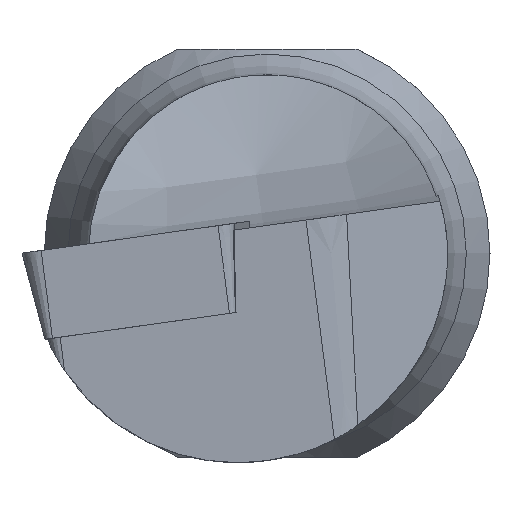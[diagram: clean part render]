
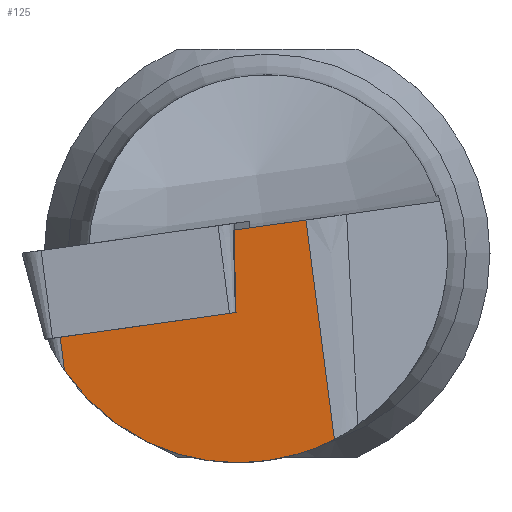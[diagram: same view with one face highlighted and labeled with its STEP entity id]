
A CAD part, left-side view. The second image highlights one B-rep face of the part: STEP entity #125.
In plain terms, the highlighted planar face has unit normal (-0.989, -0.102, -0.109).
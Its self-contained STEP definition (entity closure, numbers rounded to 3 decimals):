
#49=ELLIPSE('',#597,9.506,9.4);
#125=ADVANCED_FACE('',(#173),#153,.T.);
#153=PLANE('',#598);
#173=FACE_OUTER_BOUND('',#201,.T.);
#201=EDGE_LOOP('',(#280,#281,#282,#283,#284,#285));
#280=ORIENTED_EDGE('',*,*,#457,.F.);
#281=ORIENTED_EDGE('',*,*,#458,.F.);
#282=ORIENTED_EDGE('',*,*,#459,.F.);
#283=ORIENTED_EDGE('',*,*,#460,.T.);
#284=ORIENTED_EDGE('',*,*,#461,.T.);
#285=ORIENTED_EDGE('',*,*,#462,.F.);
#398=VERTEX_POINT('',#851);
#399=VERTEX_POINT('',#852);
#400=VERTEX_POINT('',#854);
#401=VERTEX_POINT('',#856);
#402=VERTEX_POINT('',#858);
#403=VERTEX_POINT('',#860);
#457=EDGE_CURVE('',#398,#399,#521,.T.);
#458=EDGE_CURVE('',#400,#398,#522,.T.);
#459=EDGE_CURVE('',#401,#400,#523,.T.);
#460=EDGE_CURVE('',#401,#402,#49,.T.);
#461=EDGE_CURVE('',#402,#403,#524,.T.);
#462=EDGE_CURVE('',#399,#403,#525,.T.);
#521=LINE('',#850,#558);
#522=LINE('',#853,#559);
#523=LINE('',#855,#560);
#524=LINE('',#859,#561);
#525=LINE('',#861,#562);
#558=VECTOR('',#692,1.);
#559=VECTOR('',#693,1.);
#560=VECTOR('',#694,1.);
#561=VECTOR('',#697,1.);
#562=VECTOR('',#698,1.);
#597=AXIS2_PLACEMENT_3D('',#857,#695,#696);
#598=AXIS2_PLACEMENT_3D('',#862,#699,#700);
#692=DIRECTION('',(-0.112,0.027,0.993));
#693=DIRECTION('',(0.086,-0.987,0.139));
#694=DIRECTION('',(-0.121,0.128,0.984));
#695=DIRECTION('',(-0.989,-0.102,-0.109));
#696=DIRECTION('',(0.149,-0.676,-0.722));
#697=DIRECTION('',(-0.121,0.128,0.984));
#698=DIRECTION('',(0.086,-0.987,0.139));
#699=DIRECTION('',(-0.989,-0.102,-0.109));
#700=DIRECTION('',(-0.109,0.,0.994));
#850=CARTESIAN_POINT('',(0.939,1.509,0.597));
#851=CARTESIAN_POINT('',(1.306,1.422,-2.662));
#852=CARTESIAN_POINT('',(0.89,1.521,1.03));
#853=CARTESIAN_POINT('',(0.713,8.199,-3.614));
#854=CARTESIAN_POINT('',(0.618,9.284,-3.767));
#855=CARTESIAN_POINT('',(0.133,9.795,0.171));
#856=CARTESIAN_POINT('',(0.803,9.091,-5.26));
#857=CARTESIAN_POINT('',(1.026,1.3,0.));
#858=CARTESIAN_POINT('',(2.389,-3.02,-8.348));
#859=CARTESIAN_POINT('',(1.139,-1.705,1.787));
#860=CARTESIAN_POINT('',(1.176,-1.744,1.489));
#861=CARTESIAN_POINT('',(0.264,8.671,0.026));
#862=CARTESIAN_POINT('',(0.228,8.71,0.323));
